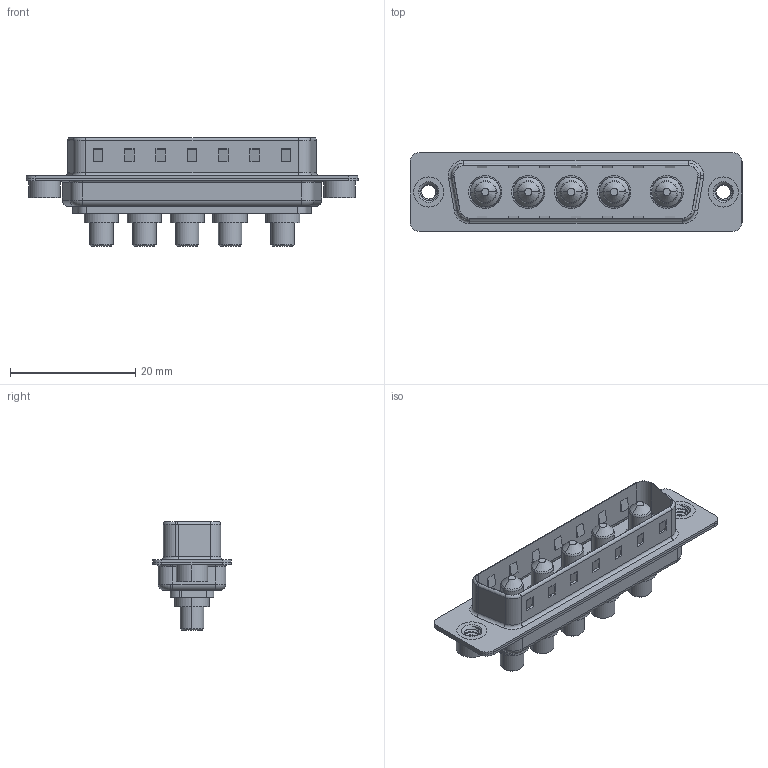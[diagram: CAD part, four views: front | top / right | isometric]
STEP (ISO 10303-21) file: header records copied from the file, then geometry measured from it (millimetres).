
FILE_DESCRIPTION (( 'STEP AP203' ), '1' );
FILE_NAME ('627-5W5-224-4N2.STEP', '2019-05-25T20:56:08', ( '' ), ( '' ), 'SwSTEP 2.0', 'SolidWorks 2016', '' );
FILE_SCHEMA (( 'CONFIG_CONTROL_DESIGN' ));
Length unit declared in the file: millimetre
Products named in the file (6): 627-5W5-224-4N2; 627Combo Housing_5W5; 627Combo Shell Rear_25 Contacts; 627Combo Shell Front_25 Contacts; 627Combo Threaded Rivet_2; Power Pin_40A S
Assembly tree (10 placements, depth 2):
  627-5W5-224-4N2
    627Combo Housing_5W5
    627Combo Shell Rear_25 Contacts
    627Combo Shell Front_25 Contacts
    627Combo Threaded Rivet_2  x2
    Power Pin_40A S  x5
Bounding box: 53 x 12.6 x 17.4 mm (x, y, z)
Volume: 3155.1 mm3; surface area: 6725 mm2
Topology: 15 solids, 15 shells, 576 faces, 1382 edges, 862 vertices
Faces by surface type: cylinder 232, plane 221, torus 60, cone 47, bspline 16
Entity records: 14309 total; most frequent: CARTESIAN_POINT 3638, DIRECTION 2149, ORIENTED_EDGE 2014, EDGE_CURVE 1007, AXIS2_PLACEMENT_3D 782, VERTEX_POINT 634, VECTOR 585, LINE 585
